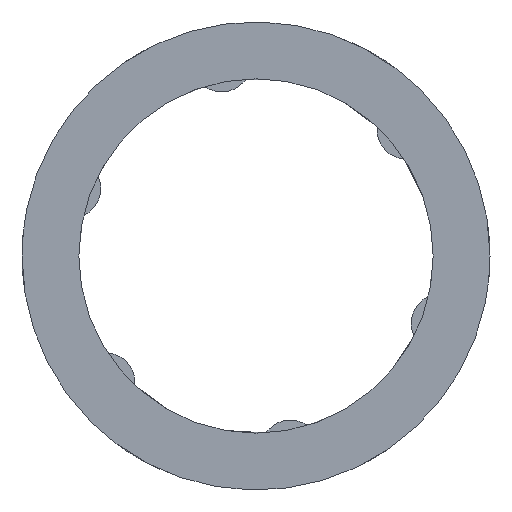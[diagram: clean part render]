
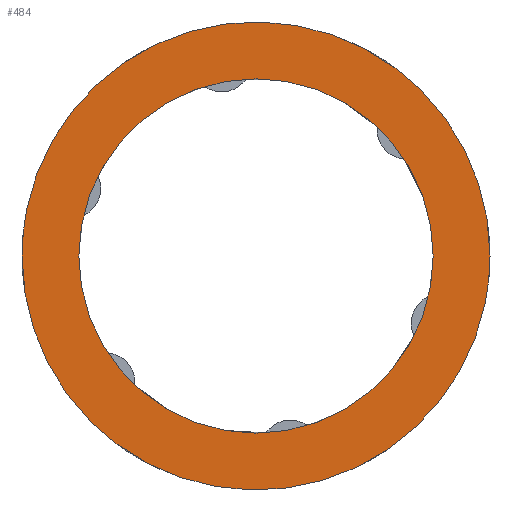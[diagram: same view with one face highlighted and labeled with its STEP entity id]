
A CAD part, front view. The second image highlights one B-rep face of the part: STEP entity #484.
In plain terms, the highlighted planar face has unit normal (0, -1, 0).
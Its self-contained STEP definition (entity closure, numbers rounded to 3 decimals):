
#101=AXIS2_PLACEMENT_3D('Circle Axis2P3D',#99,#100,$) ;
#228=AXIS2_PLACEMENT_3D('Circle Axis2P3D',#226,#227,$) ;
#418=AXIS2_PLACEMENT_3D('Plane Axis2P3D',#415,#416,#417) ;
#82=CARTESIAN_POINT('Vertex',(-13.25,-20.,0.)) ;
#96=CARTESIAN_POINT('Vertex',(13.25,-20.,0.)) ;
#99=CARTESIAN_POINT('Axis2P3D Location',(0.,-20.,0.)) ;
#226=CARTESIAN_POINT('Axis2P3D Location',(0.,-20.,0.)) ;
#415=CARTESIAN_POINT('Axis2P3D Location',(-15.375,-20.,0.)) ;
#421=CARTESIAN_POINT('Control Point',(-17.5,-20.,0.)) ;
#422=CARTESIAN_POINT('Control Point',(-17.5,-20.,-1.639)) ;
#423=CARTESIAN_POINT('Control Point',(-17.308,-20.,-3.279)) ;
#424=CARTESIAN_POINT('Control Point',(-16.924,-20.,-4.889)) ;
#425=CARTESIAN_POINT('Control Point',(-15.786,-20.,-7.988)) ;
#426=CARTESIAN_POINT('Control Point',(-13.963,-20.,-10.74)) ;
#427=CARTESIAN_POINT('Control Point',(-12.894,-20.,-12.003)) ;
#428=CARTESIAN_POINT('Control Point',(-10.479,-20.,-14.255)) ;
#429=CARTESIAN_POINT('Control Point',(-7.61,-20.,-15.887)) ;
#430=CARTESIAN_POINT('Control Point',(-6.086,-20.,-16.531)) ;
#431=CARTESIAN_POINT('Control Point',(-2.915,-20.,-17.45)) ;
#432=CARTESIAN_POINT('Control Point',(0.383,-20.,-17.612)) ;
#433=CARTESIAN_POINT('Control Point',(2.034,-20.,-17.498)) ;
#434=CARTESIAN_POINT('Control Point',(5.278,-20.,-16.886)) ;
#435=CARTESIAN_POINT('Control Point',(8.293,-20.,-15.542)) ;
#436=CARTESIAN_POINT('Control Point',(9.715,-20.,-14.695)) ;
#437=CARTESIAN_POINT('Control Point',(12.333,-20.,-12.684)) ;
#438=CARTESIAN_POINT('Control Point',(14.417,-20.,-10.123)) ;
#439=CARTESIAN_POINT('Control Point',(15.303,-20.,-8.726)) ;
#440=CARTESIAN_POINT('Control Point',(16.522,-20.,-6.186)) ;
#441=CARTESIAN_POINT('Control Point',(17.212,-20.,-3.465)) ;
#442=CARTESIAN_POINT('Control Point',(17.404,-20.,-2.317)) ;
#443=CARTESIAN_POINT('Control Point',(17.5,-20.,-1.158)) ;
#444=CARTESIAN_POINT('Control Point',(17.5,-20.,0.)) ;
#445=CARTESIAN_POINT('Vertex',(-17.5,-20.,0.)) ;
#447=CARTESIAN_POINT('Vertex',(17.5,-20.,0.)) ;
#451=CARTESIAN_POINT('Control Point',(17.5,-20.,0.)) ;
#452=CARTESIAN_POINT('Control Point',(17.5,-20.,1.639)) ;
#453=CARTESIAN_POINT('Control Point',(17.308,-20.,3.279)) ;
#454=CARTESIAN_POINT('Control Point',(16.924,-20.,4.889)) ;
#455=CARTESIAN_POINT('Control Point',(15.786,-20.,7.988)) ;
#456=CARTESIAN_POINT('Control Point',(13.963,-20.,10.74)) ;
#457=CARTESIAN_POINT('Control Point',(12.894,-20.,12.003)) ;
#458=CARTESIAN_POINT('Control Point',(10.479,-20.,14.255)) ;
#459=CARTESIAN_POINT('Control Point',(7.61,-20.,15.887)) ;
#460=CARTESIAN_POINT('Control Point',(6.086,-20.,16.531)) ;
#461=CARTESIAN_POINT('Control Point',(2.915,-20.,17.45)) ;
#462=CARTESIAN_POINT('Control Point',(-0.383,-20.,17.612)) ;
#463=CARTESIAN_POINT('Control Point',(-2.034,-20.,17.498)) ;
#464=CARTESIAN_POINT('Control Point',(-5.278,-20.,16.886)) ;
#465=CARTESIAN_POINT('Control Point',(-8.293,-20.,15.542)) ;
#466=CARTESIAN_POINT('Control Point',(-9.715,-20.,14.695)) ;
#467=CARTESIAN_POINT('Control Point',(-12.333,-20.,12.684)) ;
#468=CARTESIAN_POINT('Control Point',(-14.417,-20.,10.123)) ;
#469=CARTESIAN_POINT('Control Point',(-15.303,-20.,8.726)) ;
#470=CARTESIAN_POINT('Control Point',(-16.522,-20.,6.186)) ;
#471=CARTESIAN_POINT('Control Point',(-17.212,-20.,3.465)) ;
#472=CARTESIAN_POINT('Control Point',(-17.404,-20.,2.317)) ;
#473=CARTESIAN_POINT('Control Point',(-17.5,-20.,1.158)) ;
#474=CARTESIAN_POINT('Control Point',(-17.5,-20.,0.)) ;
#100=DIRECTION('Axis2P3D Direction',(0.,-1.,0.)) ;
#227=DIRECTION('Axis2P3D Direction',(0.,-1.,0.)) ;
#416=DIRECTION('Axis2P3D Direction',(0.,-1.,0.)) ;
#417=DIRECTION('Axis2P3D XDirection',(1.,0.,0.)) ;
#477=ORIENTED_EDGE('',*,*,#449,.T.) ;
#478=ORIENTED_EDGE('',*,*,#475,.T.) ;
#481=ORIENTED_EDGE('',*,*,#230,.F.) ;
#482=ORIENTED_EDGE('',*,*,#103,.F.) ;
#483=FACE_BOUND('',#480,.T.) ;
#484=ADVANCED_FACE('',(#479,#483),#419,.T.) ;
#420=B_SPLINE_CURVE_WITH_KNOTS('',5,(#421,#422,#423,#424,#425,#426,#427,#428,#429,#430,#431,#432,#433,#434,#435,#436,#437,#438,#439,#440,#441,#442,#443,#444),.UNSPECIFIED.,.F.,.U.,(6,3,3,3,3,3,3,6),(0.,11.593,23.186,34.779,46.372,57.965,69.558,77.75),.UNSPECIFIED.) ;
#450=B_SPLINE_CURVE_WITH_KNOTS('',5,(#451,#452,#453,#454,#455,#456,#457,#458,#459,#460,#461,#462,#463,#464,#465,#466,#467,#468,#469,#470,#471,#472,#473,#474),.UNSPECIFIED.,.F.,.U.,(6,3,3,3,3,3,3,6),(0.,11.593,23.186,34.779,46.372,57.965,69.558,77.75),.UNSPECIFIED.) ;
#102=CIRCLE('generated circle',#101,13.25) ;
#229=CIRCLE('generated circle',#228,13.25) ;
#103=EDGE_CURVE('',#97,#83,#102,.T.) ;
#230=EDGE_CURVE('',#83,#97,#229,.T.) ;
#449=EDGE_CURVE('',#446,#448,#420,.T.) ;
#475=EDGE_CURVE('',#448,#446,#450,.T.) ;
#476=EDGE_LOOP('',(#477,#478)) ;
#480=EDGE_LOOP('',(#481,#482)) ;
#479=FACE_OUTER_BOUND('',#476,.T.) ;
#419=PLANE('Plane',#418) ;
#83=VERTEX_POINT('',#82) ;
#97=VERTEX_POINT('',#96) ;
#446=VERTEX_POINT('',#445) ;
#448=VERTEX_POINT('',#447) ;
